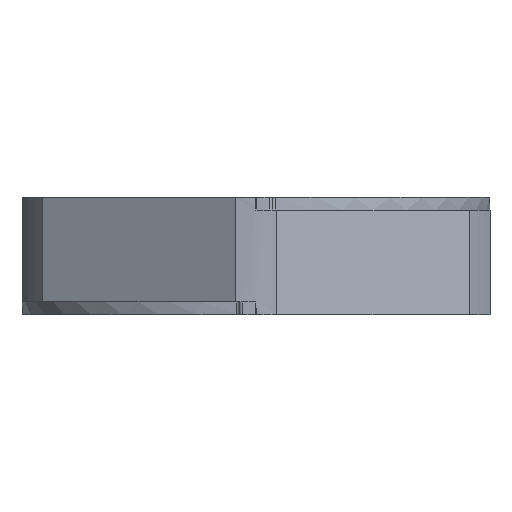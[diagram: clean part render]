
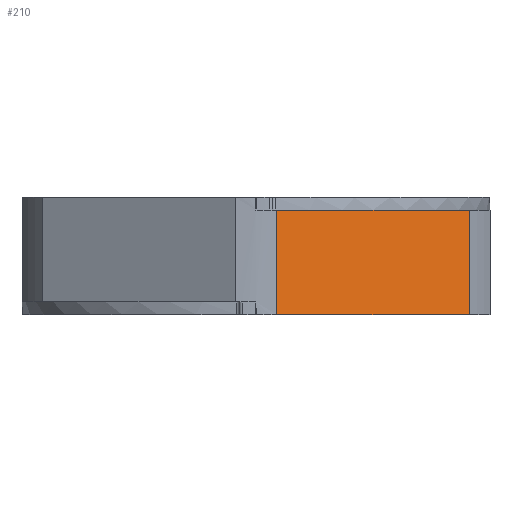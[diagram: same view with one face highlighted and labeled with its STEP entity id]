
A CAD part, left-side view. The second image highlights one B-rep face of the part: STEP entity #210.
In plain terms, the highlighted planar face has unit normal (-0.866, -0.5, 0).
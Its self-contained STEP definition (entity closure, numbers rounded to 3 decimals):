
#135=PLANE('',#2479);
#210=ADVANCED_FACE('',(#403),#135,.F.);
#403=FACE_OUTER_BOUND('',#535,.T.);
#535=EDGE_LOOP('',(#1095,#1096,#1097,#1098,#1099));
#676=LINE('',#3348,#849);
#692=LINE('',#3415,#865);
#693=LINE('',#3418,#866);
#694=LINE('',#3419,#867);
#695=LINE('',#3421,#868);
#849=VECTOR('',#2716,1.);
#865=VECTOR('',#2784,1.);
#866=VECTOR('',#2785,1.);
#867=VECTOR('',#2786,1.);
#868=VECTOR('',#2787,1.);
#1095=ORIENTED_EDGE('',*,*,#2025,.F.);
#1096=ORIENTED_EDGE('',*,*,#2026,.F.);
#1097=ORIENTED_EDGE('',*,*,#1992,.F.);
#1098=ORIENTED_EDGE('',*,*,#2027,.F.);
#1099=ORIENTED_EDGE('',*,*,#2028,.F.);
#1753=VERTEX_POINT('',#3349);
#1754=VERTEX_POINT('',#3350);
#1778=VERTEX_POINT('',#3416);
#1779=VERTEX_POINT('',#3417);
#1780=VERTEX_POINT('',#3420);
#1992=EDGE_CURVE('',#1753,#1754,#676,.T.);
#2025=EDGE_CURVE('',#1778,#1779,#692,.T.);
#2026=EDGE_CURVE('',#1754,#1778,#693,.T.);
#2027=EDGE_CURVE('',#1780,#1753,#694,.T.);
#2028=EDGE_CURVE('',#1779,#1780,#695,.T.);
#2479=AXIS2_PLACEMENT_3D('',#3422,#2788,#2789);
#2716=DIRECTION('',(-0.5,0.866,0.));
#2784=DIRECTION('',(0.5,-0.866,0.));
#2785=DIRECTION('',(0.,0.,1.));
#2786=DIRECTION('',(0.,0.,-1.));
#2787=DIRECTION('',(0.5,-0.866,0.));
#2788=DIRECTION('',(0.866,0.5,0.));
#2789=DIRECTION('',(0.5,-0.866,0.));
#3348=CARTESIAN_POINT('',(-8.798,-12.761,-7.));
#3349=CARTESIAN_POINT('',(-8.798,-12.761,-7.));
#3350=CARTESIAN_POINT('',(-15.45,-1.239,-7.));
#3415=CARTESIAN_POINT('',(-8.798,-12.761,-0.75));
#3416=CARTESIAN_POINT('',(-15.45,-1.239,-0.75));
#3417=CARTESIAN_POINT('',(-12.124,-7.,-0.75));
#3418=CARTESIAN_POINT('',(-15.45,-1.239,-7.));
#3419=CARTESIAN_POINT('',(-8.798,-12.761,-7.));
#3420=CARTESIAN_POINT('',(-8.798,-12.761,-0.75));
#3421=CARTESIAN_POINT('',(-8.798,-12.761,-0.75));
#3422=CARTESIAN_POINT('',(-8.798,-12.761,-7.));
